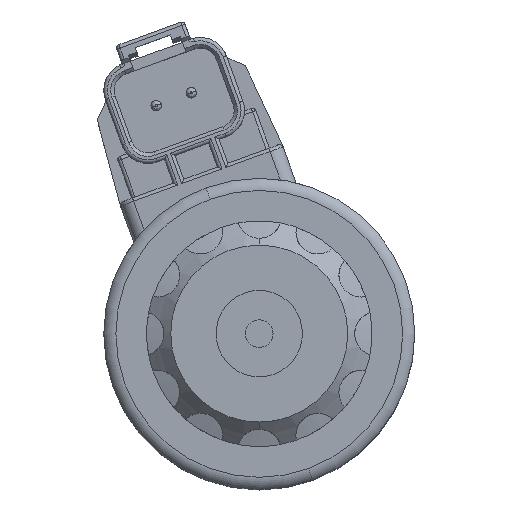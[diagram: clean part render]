
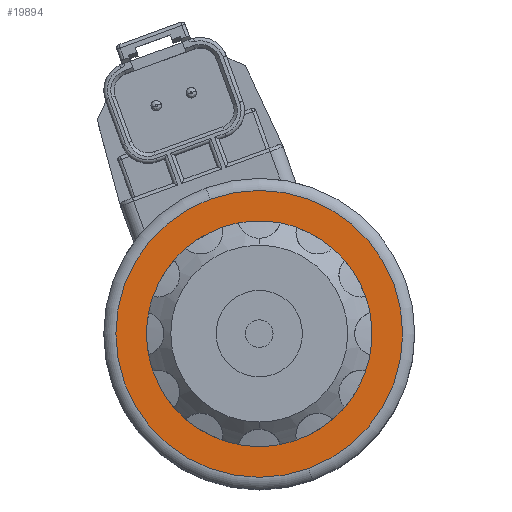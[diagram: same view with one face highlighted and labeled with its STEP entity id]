
A CAD part, top view. The second image highlights one B-rep face of the part: STEP entity #19894.
In plain terms, the highlighted face is planar.
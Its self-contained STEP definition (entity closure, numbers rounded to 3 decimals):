
#14703=CARTESIAN_POINT('',(52.,0.,0.));
#14704=DIRECTION('',(1.,0.,0.));
#14705=DIRECTION('',(0.,1.,0.));
#14706=AXIS2_PLACEMENT_3D('',#14703,#14704,#14705);
#14727=CARTESIAN_POINT('',(52.,0.,0.));
#14728=DIRECTION('',(-1.,0.,0.));
#14729=DIRECTION('',(0.,1.,0.));
#14730=AXIS2_PLACEMENT_3D('',#14727,#14728,#14729);
#14735=CARTESIAN_POINT('',(52.,0.,0.));
#14736=DIRECTION('',(1.,0.,0.));
#14737=DIRECTION('',(0.,1.,0.));
#14738=AXIS2_PLACEMENT_3D('',#14735,#14736,#14737);
#14743=CARTESIAN_POINT('',(52.,0.,0.));
#14744=DIRECTION('',(1.,0.,0.));
#14745=DIRECTION('',(0.,-1.,0.));
#14746=AXIS2_PLACEMENT_3D('',#14743,#14744,#14745);
#14948=CARTESIAN_POINT('',(52.,20.75,0.));
#14949=VERTEX_POINT('',#14948);
#14950=CARTESIAN_POINT('',(52.,-20.75,0.));
#14951=VERTEX_POINT('',#14950);
#15411=CARTESIAN_POINT('',(52.,11.,0.));
#15412=CARTESIAN_POINT('',(52.,-11.,0.));
#15413=VERTEX_POINT('',#15411);
#15414=VERTEX_POINT('',#15412);
#19879=CARTESIAN_POINT('',(52.,0.,0.));
#19880=DIRECTION('',(1.,0.,0.));
#19881=DIRECTION('',(0.,-1.,0.));
#19882=AXIS2_PLACEMENT_3D('',#19879,#19880,#19881);
#19883=PLANE('',#19882);
#19884=ORIENTED_EDGE('',*,*,#19874,.T.);
#19885=ORIENTED_EDGE('',*,*,#19858,.F.);
#19886=EDGE_LOOP('',(#19884,#19885));
#19887=FACE_OUTER_BOUND('',#19886,.F.);
#19889=ORIENTED_EDGE('',*,*,#19888,.T.);
#19891=ORIENTED_EDGE('',*,*,#19890,.T.);
#19892=EDGE_LOOP('',(#19889,#19891));
#19893=FACE_BOUND('',#19892,.F.);
#14707=CIRCLE('',#14706,20.75);
#14731=CIRCLE('',#14730,20.75);
#14739=CIRCLE('',#14738,11.);
#14747=CIRCLE('',#14746,11.);
#19858=EDGE_CURVE('',#14949,#14951,#14707,.T.);
#19874=EDGE_CURVE('',#14949,#14951,#14731,.T.);
#19888=EDGE_CURVE('',#15413,#15414,#14739,.T.);
#19890=EDGE_CURVE('',#15414,#15413,#14747,.T.);
#19894=ADVANCED_FACE('',(#19887,#19893),#19883,.T.);
